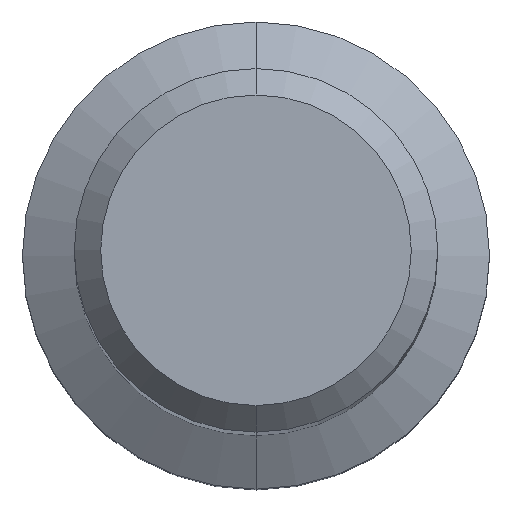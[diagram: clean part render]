
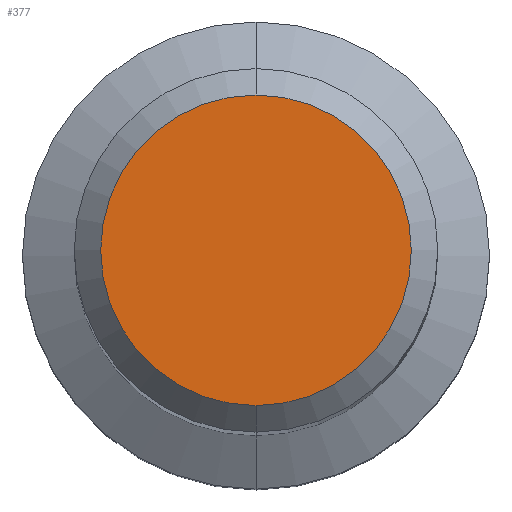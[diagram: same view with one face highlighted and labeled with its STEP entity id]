
A CAD part, top view. The second image highlights one B-rep face of the part: STEP entity #377.
In plain terms, the highlighted planar face has unit normal (0, 0, 1).
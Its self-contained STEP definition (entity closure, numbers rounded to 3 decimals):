
#281=EDGE_CURVE('',#493,#491,#673,.T.);
#377=ADVANCED_FACE('',(#780),#781,.T.);
#491=VERTEX_POINT('',#908);
#493=VERTEX_POINT('',#910);
#549=EDGE_CURVE('',#491,#493,#973,.T.);
#673=CIRCLE('',#1143,4.655);
#780=FACE_OUTER_BOUND('',#1356,.T.);
#781=PLANE('',#1357);
#908=CARTESIAN_POINT('',(0.0,4.655,0.0));
#910=CARTESIAN_POINT('',(0.,-4.655,0.0));
#973=CIRCLE('',#1742,4.655);
#1143=AXIS2_PLACEMENT_3D('',#1862,#1863,#1864);
#1356=EDGE_LOOP('',(#2003,#2004));
#1357=AXIS2_PLACEMENT_3D('',#2005,#2006,#2007);
#1742=AXIS2_PLACEMENT_3D('',#2247,#2248,#2249);
#1862=CARTESIAN_POINT('',(0.0,0.0,0.0));
#1863=DIRECTION('',(0.0,0.0,-1.0));
#1864=DIRECTION('',(0.0,1.0,0.0));
#2003=ORIENTED_EDGE('',*,*,#549,.F.);
#2004=ORIENTED_EDGE('',*,*,#281,.F.);
#2005=CARTESIAN_POINT('',(0.0,2.327,0.0));
#2006=DIRECTION('',(-0.0,0.0,1.0));
#2007=DIRECTION('',(0.0,-1.0,0.0));
#2247=CARTESIAN_POINT('',(0.0,0.0,0.0));
#2248=DIRECTION('',(0.0,0.0,-1.0));
#2249=DIRECTION('',(0.0,1.0,0.0));
